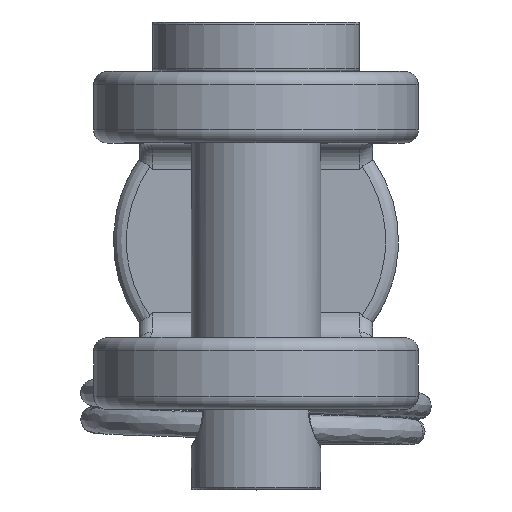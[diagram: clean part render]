
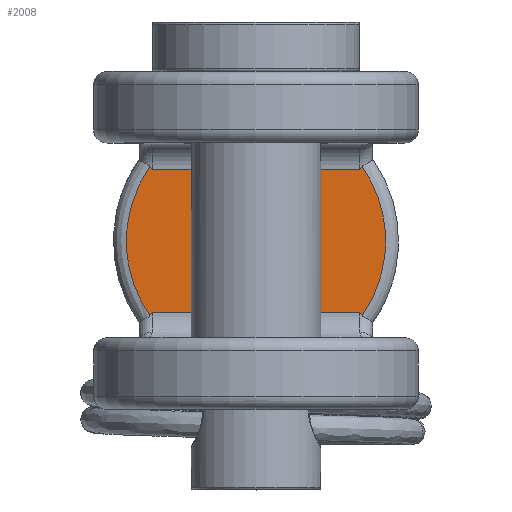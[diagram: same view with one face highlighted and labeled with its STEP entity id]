
A CAD part, top view. The second image highlights one B-rep face of the part: STEP entity #2008.
In plain terms, the highlighted planar face has unit normal (0, 0, 1).
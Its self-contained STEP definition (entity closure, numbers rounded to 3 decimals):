
#48 = CARTESIAN_POINT ( 'NONE',  ( 4.23, -3.843, 0. ) ) ;
#109 = CARTESIAN_POINT ( 'NONE',  ( 4.586, -4.519, 0. ) ) ;
#640 = CARTESIAN_POINT ( 'NONE',  ( -4., -9.25, 0. ) ) ;
#953 = CARTESIAN_POINT ( 'NONE',  ( -4., -9.25, 0. ) ) ;
#1050 = VERTEX_POINT ( 'NONE', #16143 ) ;
#1183 = DIRECTION ( 'NONE',  ( -1., 0., 0. ) ) ;
#1218 = VERTEX_POINT ( 'NONE', #12741 ) ;
#1272 = ORIENTED_EDGE ( 'NONE', *, *, #12189, .T. ) ;
#1357 = DIRECTION ( 'NONE',  ( 0., 0., -1. ) ) ;
#1576 = CARTESIAN_POINT ( 'NONE',  ( -4.23, -9.157, 0. ) ) ;
#1686 = CARTESIAN_POINT ( 'NONE',  ( -4.969, -7.008, 0. ) ) ;
#2008 = ADVANCED_FACE ( 'NONE', ( #6028 ), #10760, .F. ) ;
#2114 = B_SPLINE_CURVE_WITH_KNOTS ( 'NONE', 3,
 ( #3518, #14221, #4697, #8915 ),
 .UNSPECIFIED., .F., .F.,
 ( 4, 4 ),
 ( 0., 0. ),
 .UNSPECIFIED. ) ;
#2347 = CARTESIAN_POINT ( 'NONE',  ( 4., -9.25, 0. ) ) ;
#2765 = EDGE_CURVE ( 'NONE', #3102, #10557, #10462, .T. ) ;
#2845 = CARTESIAN_POINT ( 'NONE',  ( 4.36, -8.939, 0. ) ) ;
#2861 = CARTESIAN_POINT ( 'NONE',  ( -4.989, -6.754, 0. ) ) ;
#3001 = CARTESIAN_POINT ( 'NONE',  ( 4.23, -9.157, 0. ) ) ;
#3102 = VERTEX_POINT ( 'NONE', #5162 ) ;
#3140 = VERTEX_POINT ( 'NONE', #8070 ) ;
#3204 = CARTESIAN_POINT ( 'NONE',  ( 4., -9.25, 0. ) ) ;
#3327 = CARTESIAN_POINT ( 'NONE',  ( 4.028, -3.71, 0. ) ) ;
#3504 = CARTESIAN_POINT ( 'NONE',  ( 4.055, -9.328, 0. ) ) ;
#3518 = CARTESIAN_POINT ( 'NONE',  ( -4., -3.75, 0. ) ) ;
#4139 = CARTESIAN_POINT ( 'NONE',  ( 4.911, -7.515, 0. ) ) ;
#4156 = CARTESIAN_POINT ( 'NONE',  ( -4.891, -7.513, 0. ) ) ;
#4310 = CARTESIAN_POINT ( 'NONE',  ( 4.891, -5.487, 0. ) ) ;
#4331 = CARTESIAN_POINT ( 'NONE',  ( -4.23, -3.843, 0. ) ) ;
#4443 = CARTESIAN_POINT ( 'NONE',  ( 4., -3.75, 0. ) ) ;
#4561 = VECTOR ( 'NONE', #9035, 1000. ) ;
#4697 = CARTESIAN_POINT ( 'NONE',  ( -4.055, -3.672, 0. ) ) ;
#5050 = EDGE_CURVE ( 'NONE', #10557, #10232, #7192, .T. ) ;
#5091 = DIRECTION ( 'NONE',  ( -1., 0., 0. ) ) ;
#5162 = CARTESIAN_POINT ( 'NONE',  ( -4.082, -3.633, 0. ) ) ;
#5521 = CARTESIAN_POINT ( 'NONE',  ( 4.989, -6.246, 0. ) ) ;
#5628 = CARTESIAN_POINT ( 'NONE',  ( 4.082, -9.367, 0. ) ) ;
#5682 = CARTESIAN_POINT ( 'NONE',  ( 4.361, -4.064, 0. ) ) ;
#5704 = CARTESIAN_POINT ( 'NONE',  ( -4.911, -5.485, 0. ) ) ;
#6028 = FACE_OUTER_BOUND ( 'NONE', #15888, .T. ) ;
#6274 = CARTESIAN_POINT ( 'NONE',  ( -4.082, -9.367, 0. ) ) ;
#6355 = CARTESIAN_POINT ( 'NONE',  ( 4.027, -9.289, 0. ) ) ;
#6884 = CARTESIAN_POINT ( 'NONE',  ( 4.969, -5.992, 0. ) ) ;
#6958 = CARTESIAN_POINT ( 'NONE',  ( -4.68, -8.247, 0. ) ) ;
#6995 = CARTESIAN_POINT ( 'NONE',  ( 4.585, -8.483, 0. ) ) ;
#7192 = B_SPLINE_CURVE_WITH_KNOTS ( 'NONE', 3,
 ( #6274, #8995, #7700, #953 ),
 .UNSPECIFIED., .F., .F.,
 ( 4, 4 ),
 ( 0.001, 0.002 ),
 .UNSPECIFIED. ) ;
#7615 = ORIENTED_EDGE ( 'NONE', *, *, #12492, .T. ) ;
#7700 = CARTESIAN_POINT ( 'NONE',  ( -4.028, -9.29, 0. ) ) ;
#8070 = CARTESIAN_POINT ( 'NONE',  ( 4.082, -9.367, 0. ) ) ;
#8101 = CARTESIAN_POINT ( 'NONE',  ( 0., 0., 0. ) ) ;
#8200 = CARTESIAN_POINT ( 'NONE',  ( -4.36, -4.061, 0. ) ) ;
#8431 = CARTESIAN_POINT ( 'NONE',  ( -4.585, -4.517, 0. ) ) ;
#8543 = EDGE_CURVE ( 'NONE', #1050, #3102, #2114, .T. ) ;
#8605 = CARTESIAN_POINT ( 'NONE',  ( 4.082, -3.633, 0. ) ) ;
#8915 = CARTESIAN_POINT ( 'NONE',  ( -4.082, -3.633, 0. ) ) ;
#8995 = CARTESIAN_POINT ( 'NONE',  ( -4.055, -9.328, 0. ) ) ;
#9035 = DIRECTION ( 'NONE',  ( 1., 0., 0. ) ) ;
#9237 = CARTESIAN_POINT ( 'NONE',  ( 4.082, -3.633, 0. ) ) ;
#9325 = ORIENTED_EDGE ( 'NONE', *, *, #10326, .T. ) ;
#9483 = VERTEX_POINT ( 'NONE', #2347 ) ;
#9796 = CARTESIAN_POINT ( 'NONE',  ( -4.989, -5.985, 0. ) ) ;
#10008 = EDGE_CURVE ( 'NONE', #3140, #16530, #11979, .T. ) ;
#10232 = VERTEX_POINT ( 'NONE', #640 ) ;
#10326 = EDGE_CURVE ( 'NONE', #1218, #1050, #13058, .T. ) ;
#10462 = B_SPLINE_CURVE_WITH_KNOTS ( 'NONE', 3,
 ( #13734, #4331, #8200, #8431, #12277, #5704, #9796, #2861, #1686, #4156, #11128, #6958, #12380, #15063, #1576, #11030 ),
 .UNSPECIFIED., .F., .F.,
 ( 4, 2, 2, 2, 2, 2, 2, 4 ),
 ( 0., 0.001, 0.002, 0.003, 0.004, 0.005, 0.005, 0.006 ),
 .UNSPECIFIED. ) ;
#10557 = VERTEX_POINT ( 'NONE', #12381 ) ;
#10737 = B_SPLINE_CURVE_WITH_KNOTS ( 'NONE', 3,
 ( #3204, #6355, #3504, #17256 ),
 .UNSPECIFIED., .F., .F.,
 ( 4, 4 ),
 ( 0., 0. ),
 .UNSPECIFIED. ) ;
#10760 = PLANE ( 'NONE',  #15943 ) ;
#10778 = EDGE_CURVE ( 'NONE', #9483, #3140, #10737, .T. ) ;
#11030 = CARTESIAN_POINT ( 'NONE',  ( -4.082, -9.367, 0. ) ) ;
#11056 = CARTESIAN_POINT ( 'NONE',  ( 4.681, -8.245, 0. ) ) ;
#11128 = CARTESIAN_POINT ( 'NONE',  ( -4.833, -7.764, 0. ) ) ;
#11979 = B_SPLINE_CURVE_WITH_KNOTS ( 'NONE', 3,
 ( #5628, #3001, #2845, #6995, #11056, #4139, #12414, #5521, #6884, #4310, #13821, #13770, #109, #5682, #48, #15146 ),
 .UNSPECIFIED., .F., .F.,
 ( 4, 2, 2, 2, 2, 2, 2, 4 ),
 ( 0., 0.001, 0.002, 0.003, 0.004, 0.005, 0.005, 0.006 ),
 .UNSPECIFIED. ) ;
#12189 = EDGE_CURVE ( 'NONE', #10232, #9483, #13666, .T. ) ;
#12277 = CARTESIAN_POINT ( 'NONE',  ( -4.681, -4.755, 0. ) ) ;
#12380 = CARTESIAN_POINT ( 'NONE',  ( -4.586, -8.481, 0. ) ) ;
#12381 = CARTESIAN_POINT ( 'NONE',  ( -4.082, -9.367, 0. ) ) ;
#12414 = CARTESIAN_POINT ( 'NONE',  ( 4.989, -7.015, 0. ) ) ;
#12492 = EDGE_CURVE ( 'NONE', #16530, #1218, #13451, .T. ) ;
#12741 = CARTESIAN_POINT ( 'NONE',  ( 4., -3.75, 0. ) ) ;
#13058 = LINE ( 'NONE', #16034, #13487 ) ;
#13451 = B_SPLINE_CURVE_WITH_KNOTS ( 'NONE', 3,
 ( #8605, #14019, #3327, #4443 ),
 .UNSPECIFIED., .F., .F.,
 ( 4, 4 ),
 ( 0.001, 0.002 ),
 .UNSPECIFIED. ) ;
#13487 = VECTOR ( 'NONE', #5091, 1000. ) ;
#13666 = LINE ( 'NONE', #17385, #4561 ) ;
#13734 = CARTESIAN_POINT ( 'NONE',  ( -4.082, -3.633, 0. ) ) ;
#13770 = CARTESIAN_POINT ( 'NONE',  ( 4.68, -4.753, 0. ) ) ;
#13821 = CARTESIAN_POINT ( 'NONE',  ( 4.833, -5.236, 0. ) ) ;
#14019 = CARTESIAN_POINT ( 'NONE',  ( 4.055, -3.672, 0. ) ) ;
#14221 = CARTESIAN_POINT ( 'NONE',  ( -4.027, -3.711, 0. ) ) ;
#14773 = ORIENTED_EDGE ( 'NONE', *, *, #2765, .T. ) ;
#15063 = CARTESIAN_POINT ( 'NONE',  ( -4.361, -8.936, 0. ) ) ;
#15146 = CARTESIAN_POINT ( 'NONE',  ( 4.082, -3.633, 0. ) ) ;
#15185 = ORIENTED_EDGE ( 'NONE', *, *, #5050, .T. ) ;
#15888 = EDGE_LOOP ( 'NONE', ( #1272, #16889, #17287, #7615, #9325, #17186, #14773, #15185 ) ) ;
#15943 = AXIS2_PLACEMENT_3D ( 'NONE', #8101, #1357, #1183 ) ;
#16034 = CARTESIAN_POINT ( 'NONE',  ( -4.5, -3.75, 0. ) ) ;
#16143 = CARTESIAN_POINT ( 'NONE',  ( -4., -3.75, 0. ) ) ;
#16530 = VERTEX_POINT ( 'NONE', #9237 ) ;
#16889 = ORIENTED_EDGE ( 'NONE', *, *, #10778, .T. ) ;
#17186 = ORIENTED_EDGE ( 'NONE', *, *, #8543, .T. ) ;
#17256 = CARTESIAN_POINT ( 'NONE',  ( 4.082, -9.367, 0. ) ) ;
#17287 = ORIENTED_EDGE ( 'NONE', *, *, #10008, .T. ) ;
#17385 = CARTESIAN_POINT ( 'NONE',  ( 4.5, -9.25, 0. ) ) ;
